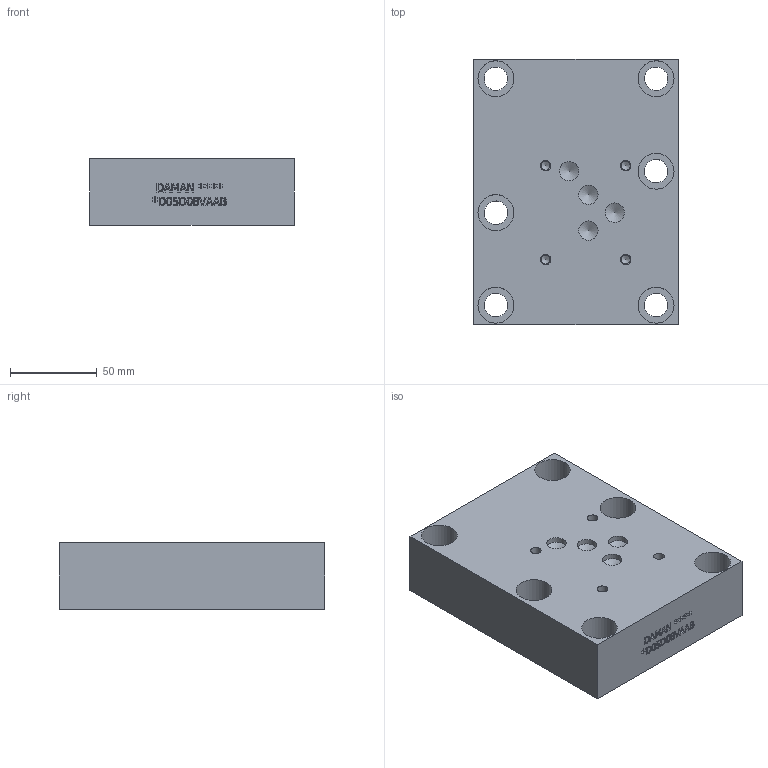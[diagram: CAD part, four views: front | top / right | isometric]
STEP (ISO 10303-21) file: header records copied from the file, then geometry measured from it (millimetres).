
FILE_DESCRIPTION(/* description */ (''),/* implementation_level */ '2;1');
FILE_NAME(/* name */ '_D05D08VAAB.stp',/* time_stamp */ '2020-09-30T08:58:51-04:00',/* author */ ('trevorh'),/* organization */ (''),/* preprocessor_version */ 'ST-DEVELOPER v17',/* originating_system */ 'Autodesk Inventor 2019',/* authorisation */ '');
FILE_SCHEMA (('AUTOMOTIVE_DESIGN { 1 0 10303 214 3 1 1 }'));
Length unit declared in the file: millimetre
Products named in the file (1): Part__D05D08VAAB_3D
Bounding box: 117.47 x 152.4 x 38.1 mm (x, y, z)
Volume: 605033.5 mm3; surface area: 72435.4 mm2
Topology: 1 solids, 1 shells, 404 faces, 1100 edges, 746 vertices
Faces by surface type: plane 254, bspline 94, cylinder 42, cone 14
Full cylindrical faces by diameter (mm): 5.004 x4, 5.994 x4, 6.35 x2, 11.113 x2, 11.125 x2, 20.625 x6, 23.012 x4, 25.4 x2, 33.35 x4
Entity records: 13535 total; most frequent: CARTESIAN_POINT 3459, ORIENTED_EDGE 2172, DIRECTION 1656, EDGE_CURVE 1086, LINE 762, VECTOR 762, VERTEX_POINT 746, EDGE_LOOP 478
